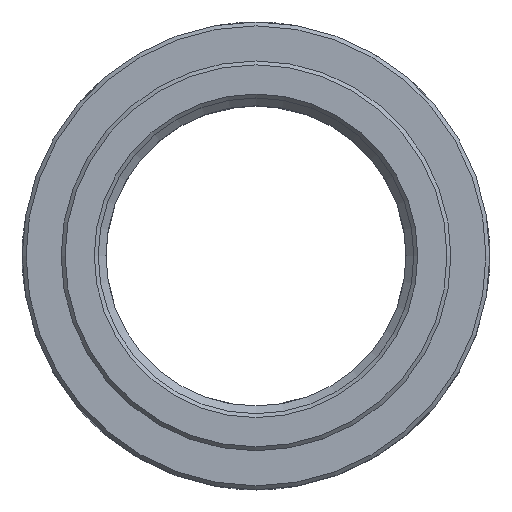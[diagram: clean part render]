
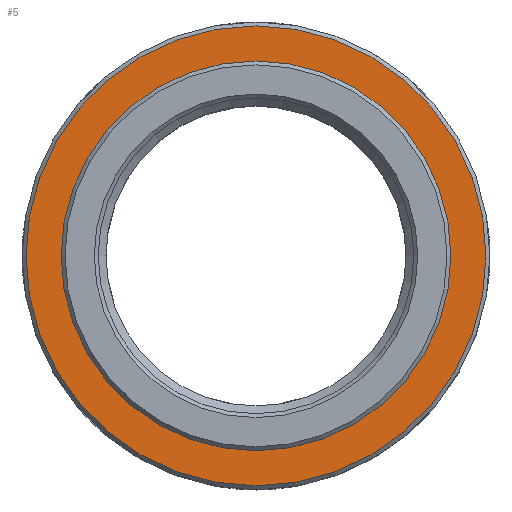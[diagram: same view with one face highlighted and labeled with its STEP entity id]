
A CAD part, top view. The second image highlights one B-rep face of the part: STEP entity #5.
In plain terms, the highlighted planar face has unit normal (0, 0, 1).
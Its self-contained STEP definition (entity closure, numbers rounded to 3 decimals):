
#5 = ADVANCED_FACE ( 'NONE', ( #512, #514 ), #40, .F. ) ;
#38 = CARTESIAN_POINT ( 'NONE',  ( 0., 30., 9. ) ) ;
#40 = PLANE ( 'NONE',  #297 ) ;
#43 = DIRECTION ( 'NONE',  ( 0., 0., -1. ) ) ;
#44 = DIRECTION ( 'NONE',  ( 0., 1., 0. ) ) ;
#178 = CARTESIAN_POINT ( 'NONE',  ( 0., 0., 9. ) ) ;
#185 = DIRECTION ( 'NONE',  ( 0., 0., 1. ) ) ;
#186 = DIRECTION ( 'NONE',  ( 0., -1., 0. ) ) ;
#257 = AXIS2_PLACEMENT_3D ( 'NONE', #1509, #724, #725 ) ;
#274 = EDGE_CURVE ( 'NONE', #1438, #1438, #629, .T. ) ;
#280 = EDGE_CURVE ( 'NONE', #1450, #1450, #633, .T. ) ;
#297 = AXIS2_PLACEMENT_3D ( 'NONE', #38, #43, #44 ) ;
#343 = AXIS2_PLACEMENT_3D ( 'NONE', #178, #185, #186 ) ;
#426 = EDGE_LOOP ( 'NONE', ( #472 ) ) ;
#433 = EDGE_LOOP ( 'NONE', ( #473 ) ) ;
#472 = ORIENTED_EDGE ( 'NONE', *, *, #280, .F. ) ;
#473 = ORIENTED_EDGE ( 'NONE', *, *, #274, .F. ) ;
#512 = FACE_BOUND ( 'NONE', #433, .T. ) ;
#514 = FACE_OUTER_BOUND ( 'NONE', #426, .T. ) ;
#629 = CIRCLE ( 'NONE', #343, 25. ) ;
#633 = CIRCLE ( 'NONE', #257, 29.5 ) ;
#724 = DIRECTION ( 'NONE',  ( 0., 0., -1. ) ) ;
#725 = DIRECTION ( 'NONE',  ( 0., 1., 0. ) ) ;
#1438 = VERTEX_POINT ( 'NONE', #1439 ) ;
#1439 = CARTESIAN_POINT ( 'NONE',  ( 0., -25., 9. ) ) ;
#1450 = VERTEX_POINT ( 'NONE', #1451 ) ;
#1451 = CARTESIAN_POINT ( 'NONE',  ( 0., 29.5, 9. ) ) ;
#1509 = CARTESIAN_POINT ( 'NONE',  ( 0., 0., 9. ) ) ;
